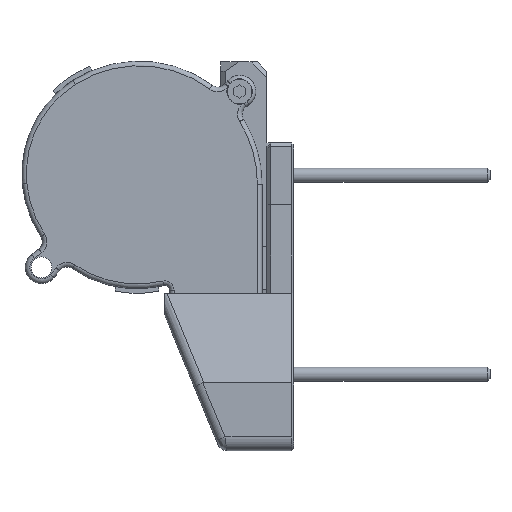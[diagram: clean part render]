
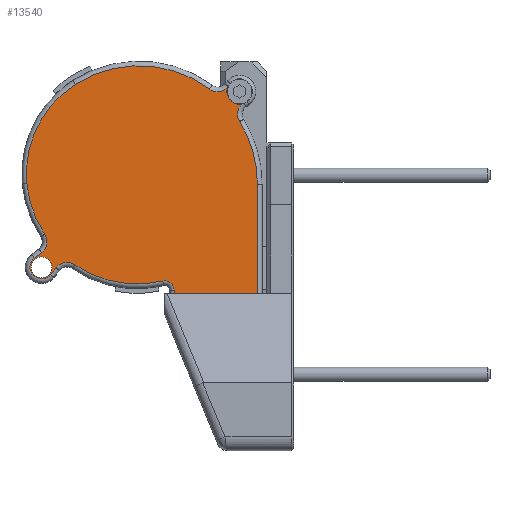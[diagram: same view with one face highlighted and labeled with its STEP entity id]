
A CAD part, left-side view. The second image highlights one B-rep face of the part: STEP entity #13540.
In plain terms, the highlighted face is planar.
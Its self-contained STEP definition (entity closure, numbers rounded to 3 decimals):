
#736=CIRCLE('',#14561,2.25);
#744=CIRCLE('',#14572,22.905);
#760=CIRCLE('',#14590,3.);
#775=CIRCLE('',#14611,2.5);
#776=CIRCLE('',#14613,25.567);
#777=CIRCLE('',#14614,3.);
#778=CIRCLE('',#14615,25.567);
#779=CIRCLE('',#14616,23.935);
#780=CIRCLE('',#14617,3.);
#781=CIRCLE('',#14618,2.5);
#782=CIRCLE('',#14619,3.);
#783=CIRCLE('',#14620,23.935);
#784=CIRCLE('',#14621,2.);
#785=CIRCLE('',#14622,2.25);
#1155=FACE_BOUND('',#2713,.T.);
#1156=FACE_BOUND('',#2714,.T.);
#1338=PLANE('',#14612);
#1895=FACE_OUTER_BOUND('',#2712,.T.);
#2712=EDGE_LOOP('',(#10988,#10989,#10990,#10991,#10992,#10993,#10994,#10995,
#10996,#10997,#10998,#10999,#11000,#11001,#11002,#11003,#11004,#11005,#11006));
#2713=EDGE_LOOP('',(#11007));
#2714=EDGE_LOOP('',(#11008));
#3657=LINE('',#24609,#4617);
#3658=LINE('',#24628,#4618);
#3659=LINE('',#24630,#4619);
#3660=LINE('',#24635,#4620);
#3661=LINE('',#24636,#4621);
#3662=LINE('',#24643,#4622);
#3663=LINE('',#24651,#4623);
#4617=VECTOR('',#17143,1000.);
#4618=VECTOR('',#17164,1000.);
#4619=VECTOR('',#17165,1000.);
#4620=VECTOR('',#17170,1000.);
#4621=VECTOR('',#17171,1000.);
#4622=VECTOR('',#17178,1000.);
#4623=VECTOR('',#17187,1000.);
#6064=VERTEX_POINT('',#24510);
#6073=VERTEX_POINT('',#24532);
#6076=VERTEX_POINT('',#24537);
#6091=VERTEX_POINT('',#24571);
#6094=VERTEX_POINT('',#24576);
#6104=VERTEX_POINT('',#24603);
#6106=VERTEX_POINT('',#24607);
#6111=VERTEX_POINT('',#24620);
#6112=VERTEX_POINT('',#24622);
#6113=VERTEX_POINT('',#24626);
#6114=VERTEX_POINT('',#24627);
#6115=VERTEX_POINT('',#24629);
#6116=VERTEX_POINT('',#24631);
#6117=VERTEX_POINT('',#24633);
#6118=VERTEX_POINT('',#24638);
#6119=VERTEX_POINT('',#24640);
#6120=VERTEX_POINT('',#24642);
#6121=VERTEX_POINT('',#24645);
#6122=VERTEX_POINT('',#24647);
#6123=VERTEX_POINT('',#24649);
#6124=VERTEX_POINT('',#24652);
#7787=EDGE_CURVE('',#6064,#6064,#736,.T.);
#7799=EDGE_CURVE('',#6073,#6076,#744,.T.);
#7818=EDGE_CURVE('',#6091,#6094,#760,.T.);
#7833=EDGE_CURVE('',#6104,#6106,#3657,.T.);
#7840=EDGE_CURVE('',#6111,#6112,#775,.T.);
#7841=EDGE_CURVE('',#6113,#6114,#3658,.T.);
#7842=EDGE_CURVE('',#6114,#6115,#3659,.T.);
#7843=EDGE_CURVE('',#6115,#6116,#776,.T.);
#7844=EDGE_CURVE('',#6116,#6117,#777,.T.);
#7845=EDGE_CURVE('',#6117,#6111,#3660,.T.);
#7846=EDGE_CURVE('',#6112,#6091,#3661,.T.);
#7847=EDGE_CURVE('',#6094,#6073,#778,.T.);
#7848=EDGE_CURVE('',#6076,#6118,#779,.T.);
#7849=EDGE_CURVE('',#6118,#6119,#780,.T.);
#7850=EDGE_CURVE('',#6119,#6120,#3662,.T.);
#7851=EDGE_CURVE('',#6120,#6104,#781,.T.);
#7852=EDGE_CURVE('',#6106,#6121,#782,.T.);
#7853=EDGE_CURVE('',#6121,#6122,#783,.T.);
#7854=EDGE_CURVE('',#6123,#6122,#784,.T.);
#7855=EDGE_CURVE('',#6123,#6113,#3663,.T.);
#7856=EDGE_CURVE('',#6124,#6124,#785,.T.);
#10988=ORIENTED_EDGE('',*,*,#7841,.T.);
#10989=ORIENTED_EDGE('',*,*,#7842,.T.);
#10990=ORIENTED_EDGE('',*,*,#7843,.T.);
#10991=ORIENTED_EDGE('',*,*,#7844,.T.);
#10992=ORIENTED_EDGE('',*,*,#7845,.T.);
#10993=ORIENTED_EDGE('',*,*,#7840,.T.);
#10994=ORIENTED_EDGE('',*,*,#7846,.T.);
#10995=ORIENTED_EDGE('',*,*,#7818,.T.);
#10996=ORIENTED_EDGE('',*,*,#7847,.T.);
#10997=ORIENTED_EDGE('',*,*,#7799,.T.);
#10998=ORIENTED_EDGE('',*,*,#7848,.T.);
#10999=ORIENTED_EDGE('',*,*,#7849,.T.);
#11000=ORIENTED_EDGE('',*,*,#7850,.T.);
#11001=ORIENTED_EDGE('',*,*,#7851,.T.);
#11002=ORIENTED_EDGE('',*,*,#7833,.T.);
#11003=ORIENTED_EDGE('',*,*,#7852,.T.);
#11004=ORIENTED_EDGE('',*,*,#7853,.T.);
#11005=ORIENTED_EDGE('',*,*,#7854,.F.);
#11006=ORIENTED_EDGE('',*,*,#7855,.T.);
#11007=ORIENTED_EDGE('',*,*,#7787,.T.);
#11008=ORIENTED_EDGE('',*,*,#7856,.T.);
#13540=ADVANCED_FACE('',(#1895,#1155,#1156),#1338,.F.);
#14561=AXIS2_PLACEMENT_3D('',#24512,#17046,#17047);
#14572=AXIS2_PLACEMENT_3D('',#24539,#17072,#17073);
#14590=AXIS2_PLACEMENT_3D('',#24578,#17111,#17112);
#14611=AXIS2_PLACEMENT_3D('',#24624,#17160,#17161);
#14612=AXIS2_PLACEMENT_3D('',#24625,#17162,#17163);
#14613=AXIS2_PLACEMENT_3D('',#24632,#17166,#17167);
#14614=AXIS2_PLACEMENT_3D('',#24634,#17168,#17169);
#14615=AXIS2_PLACEMENT_3D('',#24637,#17172,#17173);
#14616=AXIS2_PLACEMENT_3D('',#24639,#17174,#17175);
#14617=AXIS2_PLACEMENT_3D('',#24641,#17176,#17177);
#14618=AXIS2_PLACEMENT_3D('',#24644,#17179,#17180);
#14619=AXIS2_PLACEMENT_3D('',#24646,#17181,#17182);
#14620=AXIS2_PLACEMENT_3D('',#24648,#17183,#17184);
#14621=AXIS2_PLACEMENT_3D('',#24650,#17185,#17186);
#14622=AXIS2_PLACEMENT_3D('',#24653,#17188,#17189);
#17046=DIRECTION('center_axis',(0.,0.,1.));
#17047=DIRECTION('ref_axis',(0.,1.,0.));
#17072=DIRECTION('center_axis',(0.,0.,-1.));
#17073=DIRECTION('ref_axis',(0.,1.,0.));
#17111=DIRECTION('center_axis',(0.,0.,1.));
#17112=DIRECTION('ref_axis',(0.,1.,0.));
#17143=DIRECTION('',(-0.623,0.782,0.));
#17160=DIRECTION('center_axis',(0.,0.,-1.));
#17161=DIRECTION('ref_axis',(0.,1.,0.));
#17162=DIRECTION('center_axis',(0.,0.,1.));
#17163=DIRECTION('ref_axis',(0.,1.,0.));
#17164=DIRECTION('',(-1.,0.,0.));
#17165=DIRECTION('',(0.,1.,0.));
#17166=DIRECTION('center_axis',(0.,0.,-1.));
#17167=DIRECTION('ref_axis',(0.,1.,0.));
#17168=DIRECTION('center_axis',(0.,0.,1.));
#17169=DIRECTION('ref_axis',(0.,1.,0.));
#17170=DIRECTION('',(-0.811,0.585,0.));
#17171=DIRECTION('',(0.65,-0.76,0.));
#17172=DIRECTION('center_axis',(0.,0.,-1.));
#17173=DIRECTION('ref_axis',(0.,1.,0.));
#17174=DIRECTION('center_axis',(0.,0.,-1.));
#17175=DIRECTION('ref_axis',(0.,1.,0.));
#17176=DIRECTION('center_axis',(0.,0.,1.));
#17177=DIRECTION('ref_axis',(0.,1.,0.));
#17178=DIRECTION('',(0.792,-0.61,0.));
#17179=DIRECTION('center_axis',(0.,0.,-1.));
#17180=DIRECTION('ref_axis',(0.,1.,0.));
#17181=DIRECTION('center_axis',(0.,0.,1.));
#17182=DIRECTION('ref_axis',(0.,1.,0.));
#17183=DIRECTION('center_axis',(0.,0.,-1.));
#17184=DIRECTION('ref_axis',(0.,1.,0.));
#17185=DIRECTION('center_axis',(0.,0.,-1.));
#17186=DIRECTION('ref_axis',(0.,1.,0.));
#17187=DIRECTION('',(0.,-1.,0.));
#17188=DIRECTION('center_axis',(0.,0.,1.));
#17189=DIRECTION('ref_axis',(0.,1.,0.));
#24510=CARTESIAN_POINT('',(-22.8,22.25,0.));
#24512=CARTESIAN_POINT('Origin',(-22.8,20.,0.));
#24532=CARTESIAN_POINT('',(12.682,21.545,0.));
#24537=CARTESIAN_POINT('',(23.154,0.094,0.));
#24539=CARTESIAN_POINT('Origin',(0.35,2.243,0.));
#24571=CARTESIAN_POINT('',(-20.368,21.003,0.));
#24576=CARTESIAN_POINT('',(-16.303,20.543,0.));
#24578=CARTESIAN_POINT('Origin',(-18.089,22.954,0.));
#24603=CARTESIAN_POINT('',(18.044,-19.558,0.));
#24607=CARTESIAN_POINT('',(16.842,-18.048,0.));
#24609=CARTESIAN_POINT('',(16.842,-18.048,0.));
#24620=CARTESIAN_POINT('',(-24.264,17.973,0.));
#24622=CARTESIAN_POINT('',(-20.9,21.625,0.));
#24624=CARTESIAN_POINT('Origin',(-22.8,20.,0.));
#24625=CARTESIAN_POINT('Origin',(-1.697,0.484,0.));
#24626=CARTESIAN_POINT('',(-8.65,-25.6,0.));
#24627=CARTESIAN_POINT('',(-26.65,-25.6,0.));
#24628=CARTESIAN_POINT('',(-16.111,-25.6,0.));
#24629=CARTESIAN_POINT('',(-26.65,0.,0.));
#24630=CARTESIAN_POINT('',(-26.65,0.,0.));
#24631=CARTESIAN_POINT('',(-22.807,13.48,0.));
#24632=CARTESIAN_POINT('Origin',(-1.083,0.,
0.));
#24633=CARTESIAN_POINT('',(-23.6,17.494,0.));
#24634=CARTESIAN_POINT('Origin',(-25.357,15.062,0.));
#24635=CARTESIAN_POINT('',(-1.131,1.268,0.));
#24636=CARTESIAN_POINT('',(-20.368,21.003,0.));
#24637=CARTESIAN_POINT('Origin',(-1.083,0.,
0.));
#24638=CARTESIAN_POINT('',(19.32,-10.816,0.));
#24639=CARTESIAN_POINT('Origin',(-0.675,2.34,0.));
#24640=CARTESIAN_POINT('',(19.996,-14.842,0.));
#24641=CARTESIAN_POINT('Origin',(21.827,-12.465,0.));
#24642=CARTESIAN_POINT('',(21.525,-16.019,0.));
#24643=CARTESIAN_POINT('',(-1.03,1.35,0.));
#24644=CARTESIAN_POINT('Origin',(20.,-18.,0.));
#24645=CARTESIAN_POINT('',(12.806,-17.438,0.));
#24646=CARTESIAN_POINT('Origin',(14.495,-19.917,0.));
#24647=CARTESIAN_POINT('',(-6.189,-20.952,0.));
#24648=CARTESIAN_POINT('Origin',(-0.675,2.34,0.));
#24649=CARTESIAN_POINT('',(-8.65,-22.898,0.));
#24650=CARTESIAN_POINT('Origin',(-6.65,-22.898,0.));
#24651=CARTESIAN_POINT('',(-8.65,-25.6,0.));
#24652=CARTESIAN_POINT('',(20.,-15.75,0.));
#24653=CARTESIAN_POINT('Origin',(20.,-18.,0.));
